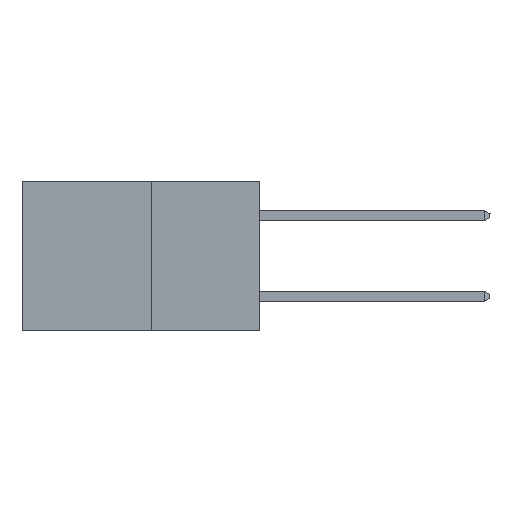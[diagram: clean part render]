
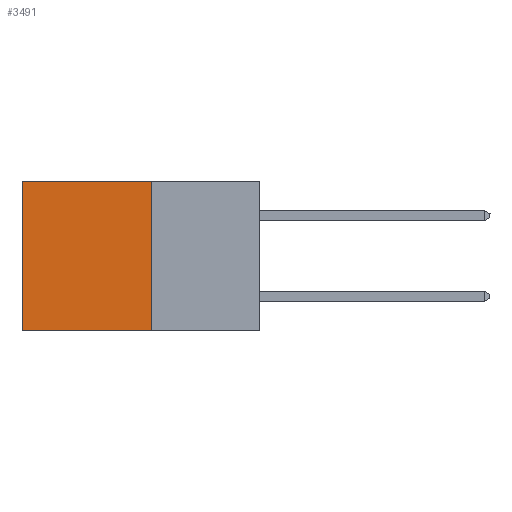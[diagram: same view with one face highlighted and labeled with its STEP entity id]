
A CAD part, left-side view. The second image highlights one B-rep face of the part: STEP entity #3491.
In plain terms, the highlighted planar face has unit normal (-1, 0, 0).
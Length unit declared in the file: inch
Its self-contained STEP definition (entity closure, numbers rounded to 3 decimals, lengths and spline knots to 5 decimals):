
#24 = VERTEX_POINT ( 'NONE', #5218 ) ;
#817 = EDGE_CURVE ( 'NONE', #9253, #12007, #5827, .T. ) ;
#1465 = ORIENTED_EDGE ( 'NONE', *, *, #2617, .T. ) ;
#1601 = LINE ( 'NONE', #10425, #5357 ) ;
#2617 = EDGE_CURVE ( 'NONE', #24, #12007, #1601, .T. ) ;
#2788 = CARTESIAN_POINT ( 'NONE',  ( 0.277, 0.27, -0.37 ) ) ;
#2789 = EDGE_LOOP ( 'NONE', ( #1465, #4099, #6503, #10975 ) ) ;
#3176 = DIRECTION ( 'NONE',  ( 0., 1., 0. ) ) ;
#3491 = ADVANCED_FACE ( 'NONE', ( #9571 ), #3626, .F. ) ;
#3545 = DIRECTION ( 'NONE',  ( 0., 0., -1. ) ) ;
#3560 = DIRECTION ( 'NONE',  ( 1., 0., 0. ) ) ;
#3626 = PLANE ( 'NONE',  #7117 ) ;
#4099 = ORIENTED_EDGE ( 'NONE', *, *, #817, .F. ) ;
#4150 = CARTESIAN_POINT ( 'NONE',  ( 0.277, 0.27, -0.37 ) ) ;
#4333 = DIRECTION ( 'NONE',  ( 0., 0., -1. ) ) ;
#4427 = CARTESIAN_POINT ( 'NONE',  ( 0.277, 0.27, -0.37 ) ) ;
#5218 = CARTESIAN_POINT ( 'NONE',  ( 0.277, 0.59, 0. ) ) ;
#5357 = VECTOR ( 'NONE', #8719, 39.37008 ) ;
#5827 = LINE ( 'NONE', #2788, #9865 ) ;
#6503 = ORIENTED_EDGE ( 'NONE', *, *, #8194, .F. ) ;
#6553 = VERTEX_POINT ( 'NONE', #10157 ) ;
#7117 = AXIS2_PLACEMENT_3D ( 'NONE', #4150, #3560, #3545 ) ;
#8194 = EDGE_CURVE ( 'NONE', #6553, #9253, #12404, .T. ) ;
#8719 = DIRECTION ( 'NONE',  ( 0., 0., -1. ) ) ;
#8969 = EDGE_CURVE ( 'NONE', #6553, #24, #11410, .T. ) ;
#9253 = VERTEX_POINT ( 'NONE', #10603 ) ;
#9571 = FACE_OUTER_BOUND ( 'NONE', #2789, .T. ) ;
#9772 = VECTOR ( 'NONE', #4333, 39.37008 ) ;
#9865 = VECTOR ( 'NONE', #3176, 39.37008 ) ;
#10157 = CARTESIAN_POINT ( 'NONE',  ( 0.277, 0.27, 0. ) ) ;
#10425 = CARTESIAN_POINT ( 'NONE',  ( 0.277, 0.59, -0.37 ) ) ;
#10603 = CARTESIAN_POINT ( 'NONE',  ( 0.277, 0.27, -0.37 ) ) ;
#10975 = ORIENTED_EDGE ( 'NONE', *, *, #8969, .T. ) ;
#11410 = LINE ( 'NONE', #12780, #15215 ) ;
#12007 = VERTEX_POINT ( 'NONE', #13432 ) ;
#12404 = LINE ( 'NONE', #4427, #9772 ) ;
#12652 = DIRECTION ( 'NONE',  ( 0., 1., 0. ) ) ;
#12780 = CARTESIAN_POINT ( 'NONE',  ( 0.277, 0.27, 0. ) ) ;
#13432 = CARTESIAN_POINT ( 'NONE',  ( 0.277, 0.59, -0.37 ) ) ;
#15215 = VECTOR ( 'NONE', #12652, 39.37008 ) ;
